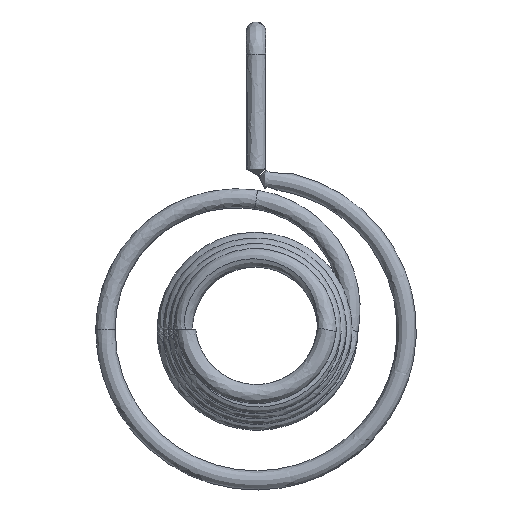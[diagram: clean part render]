
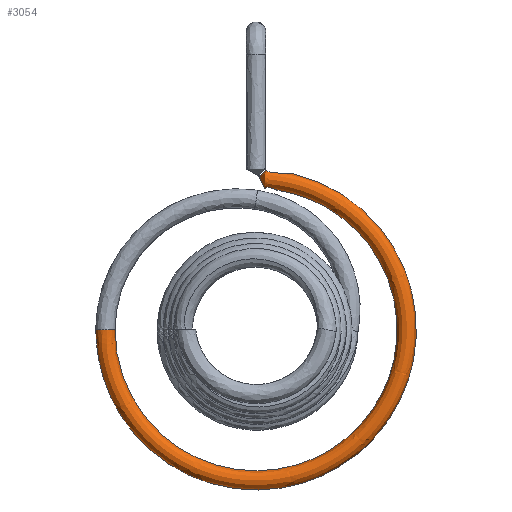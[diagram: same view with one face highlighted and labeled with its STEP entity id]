
A CAD part, front view. The second image highlights one B-rep face of the part: STEP entity #3054.
In plain terms, the highlighted free-form (B-spline) face has degree [3, 3] with [4, 7] control points.
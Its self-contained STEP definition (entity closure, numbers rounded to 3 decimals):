
#1 = CARTESIAN_POINT ( 'NONE',  ( 3.016, 0., -3.203 ) ) ;
#22 = CARTESIAN_POINT ( 'NONE',  ( 5.411, 0., 4.684 ) ) ;
#356 = CARTESIAN_POINT ( 'NONE',  ( 0.264, 0., 4.392 ) ) ;
#461 =( BOUNDED_CURVE ( )  B_SPLINE_CURVE ( 3, ( #912, #4912, #5401, #2030, #4390, #5383, #1038 ),
 .UNSPECIFIED., .F., .T. ) 
 B_SPLINE_CURVE_WITH_KNOTS ( ( 4, 3, 4 ),
 ( 0., 0.5, 1. ),
 .UNSPECIFIED. ) 
 CURVE ( )  GEOMETRIC_REPRESENTATION_ITEM ( )  RATIONAL_B_SPLINE_CURVE ( ( 1., 0.598, 0.598, 1., 0.598, 0.598, 1. ) ) 
 REPRESENTATION_ITEM ( '' )  );
#467 = CARTESIAN_POINT ( 'NONE',  ( 6.297, -0.6, -0.114 ) ) ;
#488 = CARTESIAN_POINT ( 'NONE',  ( 0.3, 0., 4.991 ) ) ;
#511 = CARTESIAN_POINT ( 'NONE',  ( 4.762, -0.6, 4.122 ) ) ;
#878 = VERTEX_POINT ( 'NONE', #4408 ) ;
#912 = CARTESIAN_POINT ( 'NONE',  ( 0.3, 0., 4.991 ) ) ;
#919 =( BOUNDED_SURFACE ( )  B_SPLINE_SURFACE ( 3, 3, ( 
 ( #356, #1364, #5690, #1, #4359, #2917, #2473 ),
 ( #3408, #511, #467, #2897, #1934, #3874, #965 ),
 ( #3897, #986, #4800, #1913, #5312, #5272, #5819 ),
 ( #488, #22, #3367, #1976, #3853, #1005, #4337 ) ),
 .UNSPECIFIED., .F., .F., .F. ) 
 B_SPLINE_SURFACE_WITH_KNOTS ( ( 4, 4 ),
 ( 4, 3, 4 ),
 ( 0., 1. ),
 ( 0., 0.5, 1. ),
 .UNSPECIFIED. ) 
 GEOMETRIC_REPRESENTATION_ITEM ( )  RATIONAL_B_SPLINE_SURFACE ( (
 ( 1., 0.598, 0.598, 1., 0.598, 0.598, 1.),
 ( 0.333, 0.199, 0.199, 0.333, 0.199, 0.199, 0.333),
 ( 0.333, 0.199, 0.199, 0.333, 0.199, 0.199, 0.333),
 ( 1., 0.598, 0.598, 1., 0.598, 0.598, 1.) ) ) 
 REPRESENTATION_ITEM ( '' )  SURFACE ( )  );
#965 = CARTESIAN_POINT ( 'NONE',  ( -4.4, -0.6, 0. ) ) ;
#986 = CARTESIAN_POINT ( 'NONE',  ( 5.411, -0.6, 4.684 ) ) ;
#1005 = CARTESIAN_POINT ( 'NONE',  ( -5., 0., -5.12 ) ) ;
#1038 = CARTESIAN_POINT ( 'NONE',  ( -5., 0., 0. ) ) ;
#1087 = CARTESIAN_POINT ( 'NONE',  ( -4.4, 0., 0. ) ) ;
#1278 = CARTESIAN_POINT ( 'NONE',  ( 4.762, 0., 4.122 ) ) ;
#1317 = ORIENTED_EDGE ( 'NONE', *, *, #1899, .T. ) ;
#1364 = CARTESIAN_POINT ( 'NONE',  ( 4.762, 0., 4.122 ) ) ;
#1397 = VERTEX_POINT ( 'NONE', #3007 ) ;
#1473 = VERTEX_POINT ( 'NONE', #3982 ) ;
#1569 = FACE_OUTER_BOUND ( 'NONE', #2976, .T. ) ;
#1899 = EDGE_CURVE ( 'NONE', #878, #1473, #2799, .T. ) ;
#1913 = CARTESIAN_POINT ( 'NONE',  ( 3.428, -0.6, -3.64 ) ) ;
#1934 = CARTESIAN_POINT ( 'NONE',  ( -0.264, -0.6, -6.292 ) ) ;
#1976 = CARTESIAN_POINT ( 'NONE',  ( 3.428, 0., -3.64 ) ) ;
#2030 = CARTESIAN_POINT ( 'NONE',  ( 3.428, 0., -3.64 ) ) ;
#2473 = CARTESIAN_POINT ( 'NONE',  ( -4.4, 0., 0. ) ) ;
#2799 =( BOUNDED_CURVE ( )  B_SPLINE_CURVE ( 3, ( #1087, #3997, #3103, #4561 ),
 .UNSPECIFIED., .F., .T. ) 
 B_SPLINE_CURVE_WITH_KNOTS ( ( 4, 4 ),
 ( 0., 1. ),
 .UNSPECIFIED. ) 
 CURVE ( )  GEOMETRIC_REPRESENTATION_ITEM ( )  RATIONAL_B_SPLINE_CURVE ( ( 1., 0.333, 0.333, 1. ) ) 
 REPRESENTATION_ITEM ( '' )  );
#2897 = CARTESIAN_POINT ( 'NONE',  ( 3.016, -0.6, -3.203 ) ) ;
#2917 = CARTESIAN_POINT ( 'NONE',  ( -4.4, 0., -4.506 ) ) ;
#2976 = EDGE_LOOP ( 'NONE', ( #5683, #3891, #1317 ) ) ;
#3007 = CARTESIAN_POINT ( 'NONE',  ( 0.084, 0., 4.791 ) ) ;
#3054 = ADVANCED_FACE ( 'NONE', ( #1569 ), #919, .F. ) ;
#3103 = CARTESIAN_POINT ( 'NONE',  ( -5., -0.6, 0. ) ) ;
#3153 = CARTESIAN_POINT ( 'NONE',  ( 3.016, 0., -3.203 ) ) ;
#3367 = CARTESIAN_POINT ( 'NONE',  ( 7.155, 0., -0.13 ) ) ;
#3408 = CARTESIAN_POINT ( 'NONE',  ( 0.264, -0.6, 4.392 ) ) ;
#3853 = CARTESIAN_POINT ( 'NONE',  ( -0.3, 0., -7.15 ) ) ;
#3874 = CARTESIAN_POINT ( 'NONE',  ( -4.4, -0.6, -4.506 ) ) ;
#3891 = ORIENTED_EDGE ( 'NONE', *, *, #5993, .F. ) ;
#3897 = CARTESIAN_POINT ( 'NONE',  ( 0.3, -0.6, 4.991 ) ) ;
#3982 = CARTESIAN_POINT ( 'NONE',  ( -5., 0., 0. ) ) ;
#3997 = CARTESIAN_POINT ( 'NONE',  ( -4.4, -0.6, 0. ) ) ;
#4337 = CARTESIAN_POINT ( 'NONE',  ( -5., 0., 0. ) ) ;
#4359 = CARTESIAN_POINT ( 'NONE',  ( -0.264, 0., -6.292 ) ) ;
#4390 = CARTESIAN_POINT ( 'NONE',  ( -0.3, 0., -7.15 ) ) ;
#4408 = CARTESIAN_POINT ( 'NONE',  ( -4.4, 0., 0. ) ) ;
#4519 = CARTESIAN_POINT ( 'NONE',  ( -4.4, 0., 0. ) ) ;
#4561 = CARTESIAN_POINT ( 'NONE',  ( -5., 0., 0. ) ) ;
#4800 = CARTESIAN_POINT ( 'NONE',  ( 7.155, -0.6, -0.13 ) ) ;
#4912 = CARTESIAN_POINT ( 'NONE',  ( 5.411, 0., 4.684 ) ) ;
#5036 = EDGE_CURVE ( 'NONE', #1397, #1473, #461, .T. ) ;
#5038 =( BOUNDED_CURVE ( )  B_SPLINE_CURVE ( 3, ( #4519, #5581, #6024, #3153, #5112, #1278, #5068 ),
 .UNSPECIFIED., .F., .F. ) 
 B_SPLINE_CURVE_WITH_KNOTS ( ( 4, 3, 4 ),
 ( 0., 0.5, 1. ),
 .UNSPECIFIED. ) 
 CURVE ( )  GEOMETRIC_REPRESENTATION_ITEM ( )  RATIONAL_B_SPLINE_CURVE ( ( 1., 0.598, 0.598, 1., 0.598, 0.598, 1. ) ) 
 REPRESENTATION_ITEM ( '' )  );
#5068 = CARTESIAN_POINT ( 'NONE',  ( 0.264, 0., 4.392 ) ) ;
#5112 = CARTESIAN_POINT ( 'NONE',  ( 6.297, 0., -0.114 ) ) ;
#5272 = CARTESIAN_POINT ( 'NONE',  ( -5., -0.6, -5.12 ) ) ;
#5312 = CARTESIAN_POINT ( 'NONE',  ( -0.3, -0.6, -7.15 ) ) ;
#5383 = CARTESIAN_POINT ( 'NONE',  ( -5., 0., -5.12 ) ) ;
#5401 = CARTESIAN_POINT ( 'NONE',  ( 7.155, 0., -0.13 ) ) ;
#5581 = CARTESIAN_POINT ( 'NONE',  ( -4.4, 0., -4.506 ) ) ;
#5683 = ORIENTED_EDGE ( 'NONE', *, *, #5036, .F. ) ;
#5690 = CARTESIAN_POINT ( 'NONE',  ( 6.297, 0., -0.114 ) ) ;
#5819 = CARTESIAN_POINT ( 'NONE',  ( -5., -0.6, 0. ) ) ;
#5993 = EDGE_CURVE ( 'NONE', #878, #1397, #5038, .T. ) ;
#6024 = CARTESIAN_POINT ( 'NONE',  ( -0.264, 0., -6.292 ) ) ;
